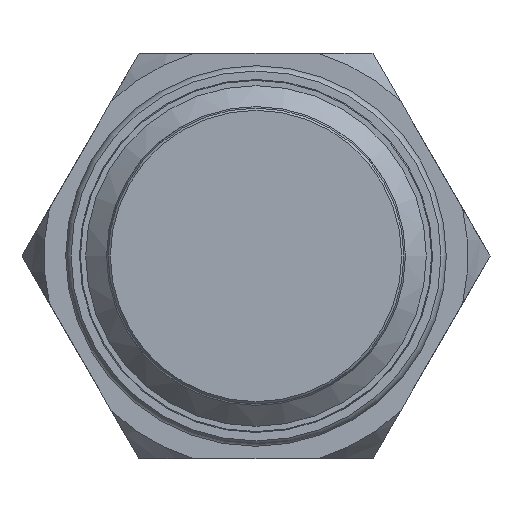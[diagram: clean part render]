
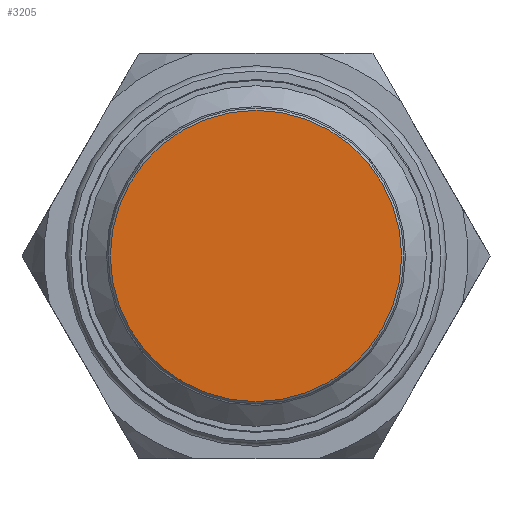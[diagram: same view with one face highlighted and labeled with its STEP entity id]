
A CAD part, left-side view. The second image highlights one B-rep face of the part: STEP entity #3205.
In plain terms, the highlighted planar face has unit normal (-1, 0, 0).
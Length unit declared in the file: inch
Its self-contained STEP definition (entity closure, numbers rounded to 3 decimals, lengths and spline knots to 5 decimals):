
#3165=CARTESIAN_POINT('',(0.0,0.33675,0.));
#3166=VERTEX_POINT('',#3165);
#3167=CARTESIAN_POINT('',(0.0,0.0,0.0));
#3168=DIRECTION('',(1.0,0.0,0.0));
#3169=DIRECTION('',(0.0,-1.0,0.0));
#3170=AXIS2_PLACEMENT_3D('',#3167,#3168,#3169);
#3171=CIRCLE('',#3170,0.33675);
#3172=EDGE_CURVE('',#3166,#3166,#3171,.T.);
#3197=CARTESIAN_POINT('',(0.0,0.0,0.));
#3198=DIRECTION('',(1.0,0.0,0.0));
#3199=DIRECTION('',(0.0,0.0,-1.0));
#3200=AXIS2_PLACEMENT_3D('',#3197,#3198,#3199);
#3201=PLANE('',#3200);
#3202=ORIENTED_EDGE('',*,*,#3172,.F.);
#3203=EDGE_LOOP('',(#3202));
#3204=FACE_OUTER_BOUND('',#3203,.T.);
#3205=ADVANCED_FACE('',(#3204),#3201,.F.);
